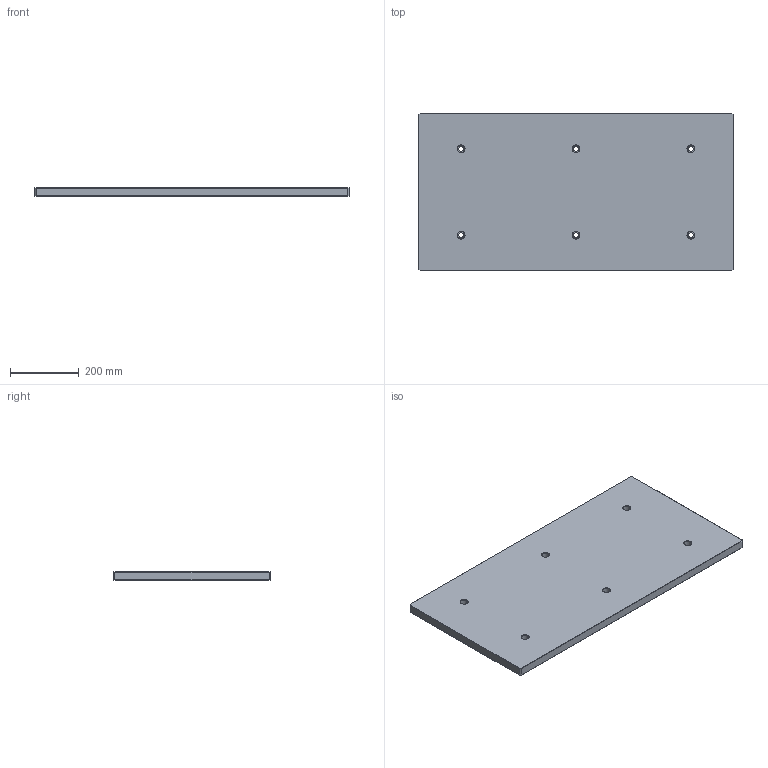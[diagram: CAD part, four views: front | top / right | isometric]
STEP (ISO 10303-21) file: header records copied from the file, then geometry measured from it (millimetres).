
FILE_DESCRIPTION (( 'STEP AP214' ), '1' );
FILE_NAME ('SUB PLATE_METRIC_ALUMINUM_BLANK.STEP', '2024-09-24T19:31:38', ( '' ), ( '' ), 'SwSTEP 2.0', 'SolidWorks 2022', '' );
FILE_SCHEMA (( 'AUTOMOTIVE_DESIGN' ));
Length unit declared in the file: millimetre
Products named in the file (1): SUB PLATE_METRIC_ALUMINUM_BLANK
Bounding box: 914.4 x 457.2 x 25 mm (x, y, z)
Volume: 10402160.8 mm3; surface area: 908288.3 mm2
Topology: 1 solids, 1 shells, 68 faces, 152 edges, 92 vertices
Faces by surface type: plane 32, cylinder 24, cone 12
Entity records: 1930 total; most frequent: DIRECTION 350, CARTESIAN_POINT 313, ORIENTED_EDGE 304, EDGE_CURVE 152, AXIS2_PLACEMENT_3D 129, VECTOR 92, VERTEX_POINT 92, LINE 92
